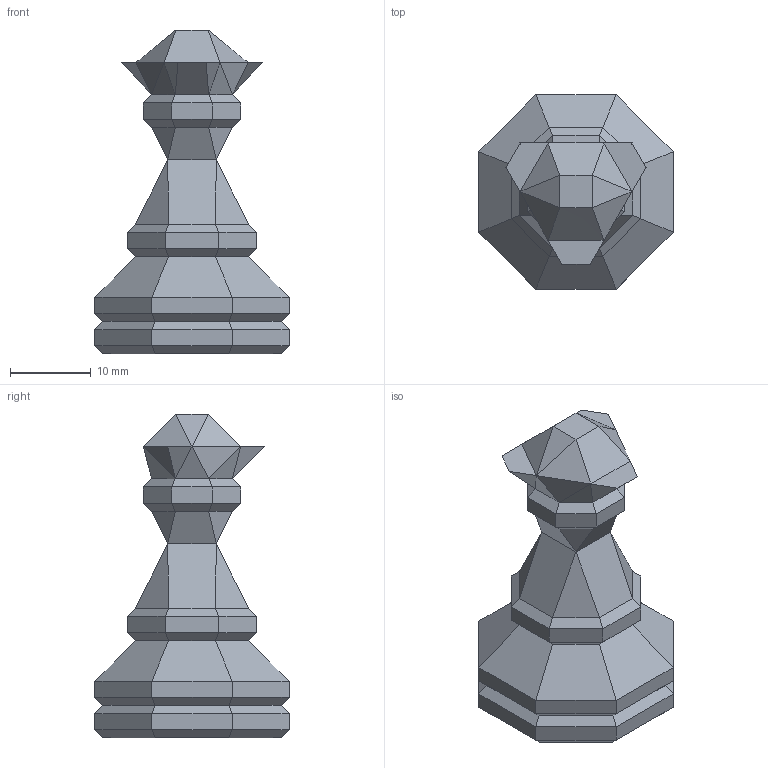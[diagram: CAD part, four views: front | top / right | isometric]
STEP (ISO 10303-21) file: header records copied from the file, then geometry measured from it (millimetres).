
FILE_DESCRIPTION(/* description */ (''),/* implementation_level */ '2;1');
FILE_NAME(/* name */ 'Bishop.step',/* time_stamp */ '2020-03-24T09:10:11-07:00',/* author */ (''),/* organization */ (''),/* preprocessor_version */ 'ST-DEVELOPER v18',/* originating_system */ 'Autodesk Translation Framework v8.12.0.6',/* authorisation */ '');
FILE_SCHEMA (('AUTOMOTIVE_DESIGN { 1 0 10303 214 3 1 1 }'));
Length unit declared in the file: millimetre
Products named in the file (1): Bishop
Bounding box: 24 x 24 x 40 mm (x, y, z)
Volume: 7745.5 mm3; surface area: 2769.5 mm2
Topology: 1 solids, 1 shells, 141 faces, 272 edges, 133 vertices
Faces by surface type: plane 140, bspline 1
Entity records: 3351 total; most frequent: CARTESIAN_POINT 562, DIRECTION 554, ORIENTED_EDGE 544, LINE 272, VECTOR 272, EDGE_CURVE 272, FACE_OUTER_BOUND 141, EDGE_LOOP 141
